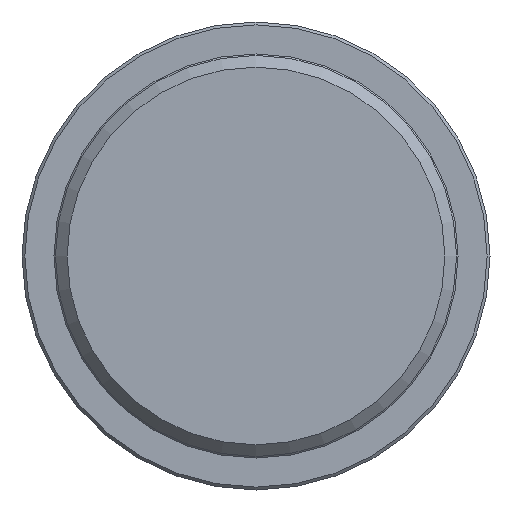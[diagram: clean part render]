
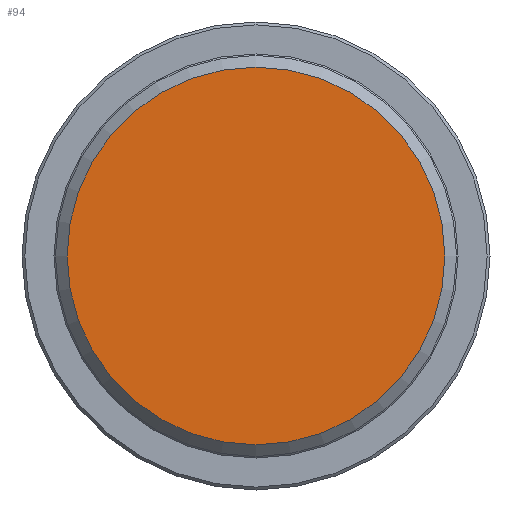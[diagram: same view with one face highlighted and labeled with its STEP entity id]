
A CAD part, front view. The second image highlights one B-rep face of the part: STEP entity #94.
In plain terms, the highlighted planar face has unit normal (0, -1, 0).
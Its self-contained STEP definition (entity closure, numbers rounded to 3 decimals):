
#94 = ADVANCED_FACE( '', ( #206 ), #207, .F. );
#206 = FACE_OUTER_BOUND( '', #331, .T. );
#207 = PLANE( '', #332 );
#331 = EDGE_LOOP( '', ( #523 ) );
#332 = AXIS2_PLACEMENT_3D( '', #524, #525, #526 );
#523 = ORIENTED_EDGE( '', *, *, #731, .T. );
#524 = CARTESIAN_POINT( '', ( 19.773, -16., 0. ) );
#525 = DIRECTION( '', ( 0., 1., 0. ) );
#526 = DIRECTION( '', ( 0., 0., 1. ) );
#731 = EDGE_CURVE( '', #868, #868, #869, .T. );
#868 = VERTEX_POINT( '', #1053 );
#869 = CIRCLE( '', #1054, 19.773 );
#1053 = CARTESIAN_POINT( '', ( 0., -16., -19.773 ) );
#1054 = AXIS2_PLACEMENT_3D( '', #1185, #1186, #1187 );
#1185 = CARTESIAN_POINT( '', ( 0., -16., 0. ) );
#1186 = DIRECTION( '', ( 0., -1., 0. ) );
#1187 = DIRECTION( '', ( 0., 0., -1. ) );
